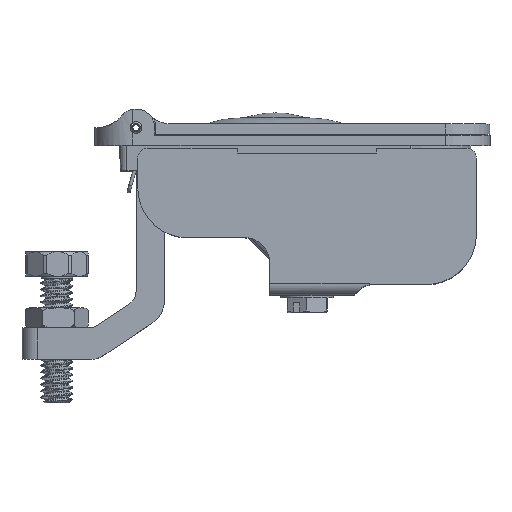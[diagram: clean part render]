
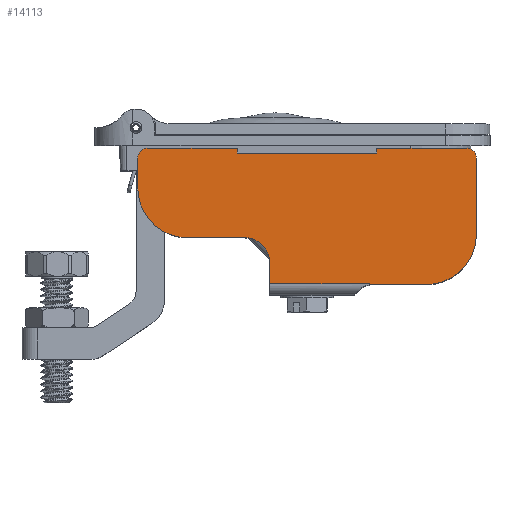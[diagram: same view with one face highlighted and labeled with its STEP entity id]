
A CAD part, top view. The second image highlights one B-rep face of the part: STEP entity #14113.
In plain terms, the highlighted planar face has unit normal (0, 0, 1).
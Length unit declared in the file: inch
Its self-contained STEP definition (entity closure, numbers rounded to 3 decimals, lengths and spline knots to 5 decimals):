
#499=PLANE('',#15266);
#1442=FACE_OUTER_BOUND('',#2228,.T.);
#2228=EDGE_LOOP('',(#12223,#12224,#12225,#12226,#12227,#12228,#12229,#12230,
#12231,#12232,#12233,#12234,#12235,#12236,#12237,#12238,#12239));
#3028=CIRCLE('',#15254,0.19685);
#3034=CIRCLE('',#15267,0.07874);
#3035=CIRCLE('',#15268,0.3937);
#3036=CIRCLE('',#15269,0.3937);
#3037=CIRCLE('',#15270,0.07874);
#4027=LINE('',#30546,#5096);
#4049=LINE('',#30847,#5118);
#4050=LINE('',#30848,#5119);
#4065=LINE('',#31013,#5134);
#4068=LINE('',#31021,#5137);
#4069=LINE('',#31024,#5138);
#4070=LINE('',#31028,#5139);
#4071=LINE('',#31032,#5140);
#4072=LINE('',#31034,#5141);
#4073=LINE('',#31036,#5142);
#4074=LINE('',#31038,#5143);
#4075=LINE('',#31039,#5144);
#5096=VECTOR('',#18414,0.16929);
#5118=VECTOR('',#18474,0.00394);
#5119=VECTOR('',#18475,0.7874);
#5134=VECTOR('',#18506,0.3937);
#5137=VECTOR('',#18513,0.3937);
#5138=VECTOR('',#18516,0.45276);
#5139=VECTOR('',#18519,0.44882);
#5140=VECTOR('',#18522,0.3937);
#5141=VECTOR('',#18523,0.03937);
#5142=VECTOR('',#18524,1.10236);
#5143=VECTOR('',#18525,0.03937);
#5144=VECTOR('',#18526,0.70866);
#6392=VERTEX_POINT('',#30543);
#6393=VERTEX_POINT('',#30545);
#6417=VERTEX_POINT('',#30820);
#6421=VERTEX_POINT('',#30844);
#6422=VERTEX_POINT('',#30846);
#6436=VERTEX_POINT('',#31011);
#6437=VERTEX_POINT('',#31017);
#6438=VERTEX_POINT('',#31018);
#6439=VERTEX_POINT('',#31020);
#6440=VERTEX_POINT('',#31022);
#6441=VERTEX_POINT('',#31025);
#6442=VERTEX_POINT('',#31027);
#6443=VERTEX_POINT('',#31029);
#6444=VERTEX_POINT('',#31031);
#6445=VERTEX_POINT('',#31033);
#6446=VERTEX_POINT('',#31035);
#6447=VERTEX_POINT('',#31037);
#8330=EDGE_CURVE('',#6392,#6393,#4027,.T.);
#8365=EDGE_CURVE('',#6393,#6417,#3028,.T.);
#8370=EDGE_CURVE('',#6421,#6422,#4049,.T.);
#8371=EDGE_CURVE('',#6422,#6392,#4050,.T.);
#8392=EDGE_CURVE('',#6436,#6421,#4065,.T.);
#8395=EDGE_CURVE('',#6437,#6438,#3034,.T.);
#8396=EDGE_CURVE('',#6437,#6439,#4068,.T.);
#8397=EDGE_CURVE('',#6439,#6440,#3035,.T.);
#8398=EDGE_CURVE('',#6440,#6417,#4069,.T.);
#8399=EDGE_CURVE('',#6436,#6441,#3036,.T.);
#8400=EDGE_CURVE('',#6441,#6442,#4070,.T.);
#8401=EDGE_CURVE('',#6443,#6442,#3037,.T.);
#8402=EDGE_CURVE('',#6443,#6444,#4071,.T.);
#8403=EDGE_CURVE('',#6444,#6445,#4072,.T.);
#8404=EDGE_CURVE('',#6445,#6446,#4073,.T.);
#8405=EDGE_CURVE('',#6446,#6447,#4074,.T.);
#8406=EDGE_CURVE('',#6447,#6438,#4075,.T.);
#12223=ORIENTED_EDGE('',*,*,#8395,.F.);
#12224=ORIENTED_EDGE('',*,*,#8396,.T.);
#12225=ORIENTED_EDGE('',*,*,#8397,.T.);
#12226=ORIENTED_EDGE('',*,*,#8398,.T.);
#12227=ORIENTED_EDGE('',*,*,#8365,.F.);
#12228=ORIENTED_EDGE('',*,*,#8330,.F.);
#12229=ORIENTED_EDGE('',*,*,#8371,.F.);
#12230=ORIENTED_EDGE('',*,*,#8370,.F.);
#12231=ORIENTED_EDGE('',*,*,#8392,.F.);
#12232=ORIENTED_EDGE('',*,*,#8399,.T.);
#12233=ORIENTED_EDGE('',*,*,#8400,.T.);
#12234=ORIENTED_EDGE('',*,*,#8401,.F.);
#12235=ORIENTED_EDGE('',*,*,#8402,.T.);
#12236=ORIENTED_EDGE('',*,*,#8403,.T.);
#12237=ORIENTED_EDGE('',*,*,#8404,.T.);
#12238=ORIENTED_EDGE('',*,*,#8405,.T.);
#12239=ORIENTED_EDGE('',*,*,#8406,.T.);
#14113=ADVANCED_FACE('',(#1442),#499,.T.);
#15254=AXIS2_PLACEMENT_3D('',#30821,#18465,#18466);
#15266=AXIS2_PLACEMENT_3D('',#31016,#18509,#18510);
#15267=AXIS2_PLACEMENT_3D('',#31019,#18511,#18512);
#15268=AXIS2_PLACEMENT_3D('',#31023,#18514,#18515);
#15269=AXIS2_PLACEMENT_3D('',#31026,#18517,#18518);
#15270=AXIS2_PLACEMENT_3D('',#31030,#18520,#18521);
#18414=DIRECTION('',(0.,1.,0.));
#18465=DIRECTION('center_axis',(0.,0.,
1.));
#18466=DIRECTION('ref_axis',(1.,0.,0.));
#18474=DIRECTION('',(0.,1.,0.));
#18475=DIRECTION('',(-1.,0.,0.));
#18506=DIRECTION('',(-1.,0.,0.));
#18509=DIRECTION('center_axis',(0.,0.,
1.));
#18510=DIRECTION('ref_axis',(1.,0.,0.));
#18511=DIRECTION('center_axis',(0.,0.,
-1.));
#18512=DIRECTION('ref_axis',(-0.707,0.707,0.));
#18513=DIRECTION('',(0.,-1.,0.));
#18514=DIRECTION('center_axis',(0.,0.,
1.));
#18515=DIRECTION('ref_axis',(-1.,0.,0.));
#18516=DIRECTION('',(1.,0.,0.));
#18517=DIRECTION('center_axis',(0.,0.,
1.));
#18518=DIRECTION('ref_axis',(0.,-1.,0.));
#18519=DIRECTION('',(0.,1.,0.));
#18520=DIRECTION('center_axis',(0.,0.,
-1.));
#18521=DIRECTION('ref_axis',(0.707,0.707,0.));
#18522=DIRECTION('',(-1.,0.,0.));
#18523=DIRECTION('',(0.,-1.,0.));
#18524=DIRECTION('',(-1.,0.,0.));
#18525=DIRECTION('',(0.,1.,0.));
#18526=DIRECTION('',(-1.,0.,0.));
#30543=CARTESIAN_POINT('',(1.28173,-1.175,0.61024));
#30545=CARTESIAN_POINT('',(1.28172,-1.00571,0.61024));
#30546=CARTESIAN_POINT('',(1.28173,-1.175,0.61024));
#30820=CARTESIAN_POINT('',(1.08487,-0.80886,0.61024));
#30821=CARTESIAN_POINT('Origin',(1.08488,-1.00571,0.61024));
#30844=CARTESIAN_POINT('',(2.06913,-1.17893,0.61024));
#30846=CARTESIAN_POINT('',(2.06913,-1.175,0.61024));
#30847=CARTESIAN_POINT('',(2.06913,-1.17894,0.61024));
#30848=CARTESIAN_POINT('',(2.06913,-1.175,0.61024));
#31011=CARTESIAN_POINT('',(2.52188,-1.17894,0.61024));
#31013=CARTESIAN_POINT('',(1.93625,-1.17894,0.61024));
#31016=CARTESIAN_POINT('Origin',(1.577,-0.71831,0.61024));
#31017=CARTESIAN_POINT('',(0.23842,-0.17894,0.61024));
#31018=CARTESIAN_POINT('',(0.31716,-0.1002,0.61024));
#31019=CARTESIAN_POINT('Origin',(0.31716,-0.17894,0.61024));
#31020=CARTESIAN_POINT('',(0.23842,-0.41516,0.61024));
#31021=CARTESIAN_POINT('',(0.23842,-0.54705,0.61024));
#31022=CARTESIAN_POINT('',(0.63212,-0.80886,0.61024));
#31023=CARTESIAN_POINT('Origin',(0.63212,-0.41516,0.61024));
#31024=CARTESIAN_POINT('',(0.63212,-0.80886,0.61024));
#31025=CARTESIAN_POINT('',(2.91558,-0.78524,0.61024));
#31026=CARTESIAN_POINT('Origin',(2.52188,-0.78524,0.61024));
#31027=CARTESIAN_POINT('',(2.91558,-0.17894,0.61024));
#31028=CARTESIAN_POINT('',(2.91558,-0.78524,0.61024));
#31029=CARTESIAN_POINT('',(2.83684,-0.1002,0.61024));
#31030=CARTESIAN_POINT('Origin',(2.83684,-0.17894,0.61024));
#31031=CARTESIAN_POINT('',(2.12818,-0.1002,0.61024));
#31032=CARTESIAN_POINT('',(2.02976,-0.1002,0.61024));
#31033=CARTESIAN_POINT('',(2.12818,-0.13957,0.61024));
#31034=CARTESIAN_POINT('',(2.12818,-0.1002,0.61024));
#31035=CARTESIAN_POINT('',(1.02582,-0.13957,0.61024));
#31036=CARTESIAN_POINT('',(2.12818,-0.13957,0.61024));
#31037=CARTESIAN_POINT('',(1.02582,-0.1002,0.61024));
#31038=CARTESIAN_POINT('',(1.02582,-0.13957,0.61024));
#31039=CARTESIAN_POINT('',(1.02582,-0.1002,0.61024));
